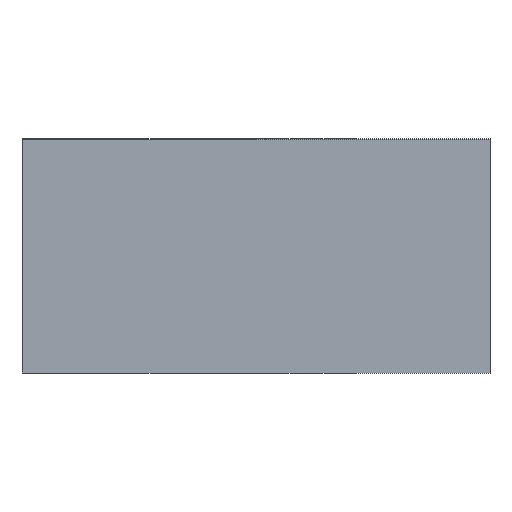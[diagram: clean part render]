
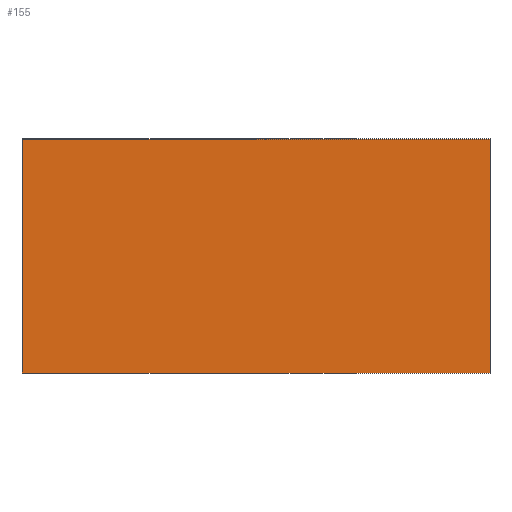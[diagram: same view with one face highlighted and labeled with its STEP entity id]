
A CAD part, front view. The second image highlights one B-rep face of the part: STEP entity #155.
In plain terms, the highlighted planar face has unit normal (0, -1, 0).
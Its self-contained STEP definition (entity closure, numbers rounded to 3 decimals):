
#35=FACE_OUTER_BOUND('',#45,.T.);
#45=EDGE_LOOP('',(#133,#134,#135,#136));
#49=LINE('',#234,#63);
#56=LINE('',#256,#70);
#61=LINE('',#265,#75);
#62=LINE('',#267,#76);
#63=VECTOR('',#191,10.);
#70=VECTOR('',#212,10.);
#75=VECTOR('',#221,10.);
#76=VECTOR('',#224,10.);
#77=VERTEX_POINT('',#232);
#78=VERTEX_POINT('',#233);
#85=VERTEX_POINT('',#253);
#88=VERTEX_POINT('',#263);
#89=EDGE_CURVE('',#77,#78,#49,.T.);
#100=EDGE_CURVE('',#85,#77,#56,.T.);
#105=EDGE_CURVE('',#88,#78,#61,.T.);
#106=EDGE_CURVE('',#88,#85,#62,.T.);
#133=ORIENTED_EDGE('',*,*,#106,.F.);
#134=ORIENTED_EDGE('',*,*,#105,.T.);
#135=ORIENTED_EDGE('',*,*,#89,.F.);
#136=ORIENTED_EDGE('',*,*,#100,.F.);
#147=PLANE('',#182);
#155=ADVANCED_FACE('',(#35),#147,.T.);
#182=AXIS2_PLACEMENT_3D('',#266,#222,#223);
#191=DIRECTION('',(1.,0.,0.));
#212=DIRECTION('',(0.,0.,1.));
#221=DIRECTION('',(0.,0.,1.));
#222=DIRECTION('center_axis',(0.,-1.,0.));
#223=DIRECTION('ref_axis',(1.,0.,0.));
#224=DIRECTION('',(-1.,0.,0.));
#232=CARTESIAN_POINT('',(-2.,-4.5,2.));
#233=CARTESIAN_POINT('',(2.,-4.5,2.));
#234=CARTESIAN_POINT('',(2.,-4.5,2.));
#253=CARTESIAN_POINT('',(-2.,-4.5,0.));
#256=CARTESIAN_POINT('',(-2.,-4.5,0.));
#263=CARTESIAN_POINT('',(2.,-4.5,0.));
#265=CARTESIAN_POINT('',(2.,-4.5,0.));
#266=CARTESIAN_POINT('Origin',(-2.,-4.5,0.));
#267=CARTESIAN_POINT('',(2.,-4.5,0.));
